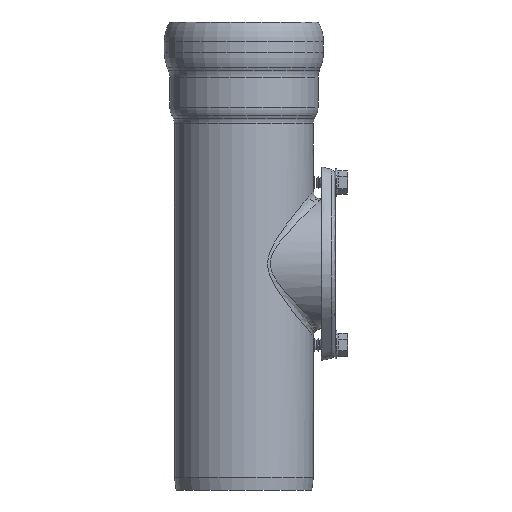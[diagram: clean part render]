
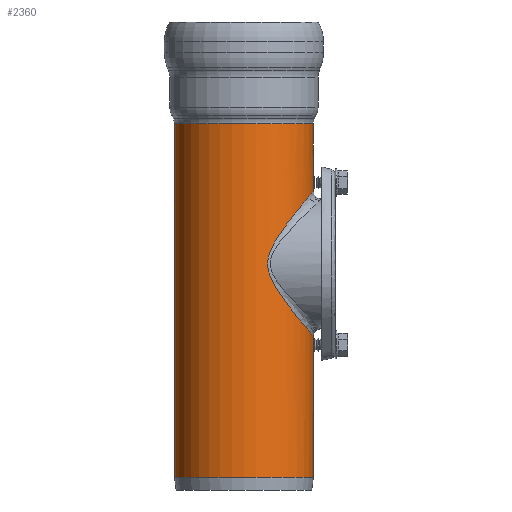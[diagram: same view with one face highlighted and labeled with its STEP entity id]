
A CAD part, left-side view. The second image highlights one B-rep face of the part: STEP entity #2360.
In plain terms, the highlighted cylindrical face has radius 445 mm (diameter 890 mm), a full revolution.
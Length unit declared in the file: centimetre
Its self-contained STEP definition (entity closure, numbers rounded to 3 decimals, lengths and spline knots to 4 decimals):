
#204=FACE_BOUND('',#462,.T.);
#220=B_SPLINE_CURVE_WITH_KNOTS('',3,(#4085,#4086,#4087,#4088,#4089,#4090,
#4091,#4092,#4093,#4094,#4095,#4096,#4097,#4098,#4099,#4100,#4101,#4102,
#4103,#4104,#4105,#4106,#4107,#4108,#4109,#4110,#4111,#4112,#4113,#4114,
#4115,#4116,#4117,#4118,#4119,#4120,#4121,#4122,#4123,#4124,#4125,#4126,
#4127,#4128,#4129,#4130,#4131,#4132,#4133,#4134,#4135,#4136,#4137,#4138,
#4139,#4140,#4141,#4142,#4143),.UNSPECIFIED.,.T.,.F.,(4,1,1,1,1,1,1,1,1,
1,1,1,1,1,1,1,1,1,1,1,1,1,1,1,1,1,1,1,1,1,1,1,1,1,1,1,1,1,1,1,1,1,1,1,1,
1,1,1,1,1,1,1,1,1,1,1,4),(-427.9187,-425.3715,-422.8244,
-417.7301,-412.6359,-407.5416,-402.4473,
-397.3531,-387.1645,-378.108,-373.5798,-366.7874,
-359.9951,-353.2027,-346.4104,-339.618,
-332.8256,-326.0333,-319.2409,-312.4486,
-305.6562,-302.26,-298.8638,-295.4677,
-292.0715,-289.8074,-287.5432,-285.2791,
-283.015,-280.7509,-278.4868,-275.0906,
-271.6944,-268.2982,-264.902,-258.1097,
-251.3173,-242.2608,-237.7326,-228.6761,-224.1479,
-217.3555,-210.5632,-208.299,-206.0349,
-196.9784,-187.922,-183.3937,-173.2052,
-168.1109,-163.0166,-157.9224,-152.8281,
-150.281,-147.7338,-145.1867,-142.6396),
 .UNSPECIFIED.);
#265=CYLINDRICAL_SURFACE('',#2789,44.5);
#292=FACE_OUTER_BOUND('',#461,.T.);
#461=EDGE_LOOP('',(#1536,#1537,#1538,#1539,#1540,#1541));
#462=EDGE_LOOP('',(#1542));
#648=CIRCLE('',#2784,44.5);
#649=CIRCLE('',#2785,44.5);
#653=CIRCLE('',#2790,44.5);
#654=CIRCLE('',#2791,44.5);
#852=VERTEX_POINT('',#4069);
#853=VERTEX_POINT('',#4070);
#856=VERTEX_POINT('',#4079);
#857=VERTEX_POINT('',#4080);
#858=VERTEX_POINT('',#4084);
#1113=EDGE_CURVE('',#852,#853,#648,.T.);
#1114=EDGE_CURVE('',#853,#852,#649,.T.);
#1118=EDGE_CURVE('',#856,#857,#653,.T.);
#1119=EDGE_CURVE('',#856,#853,#2549,.T.);
#1120=EDGE_CURVE('',#857,#856,#654,.T.);
#1121=EDGE_CURVE('',#858,#858,#220,.T.);
#1536=ORIENTED_EDGE('',*,*,#1118,.F.);
#1537=ORIENTED_EDGE('',*,*,#1119,.T.);
#1538=ORIENTED_EDGE('',*,*,#1113,.F.);
#1539=ORIENTED_EDGE('',*,*,#1114,.F.);
#1540=ORIENTED_EDGE('',*,*,#1119,.F.);
#1541=ORIENTED_EDGE('',*,*,#1120,.F.);
#1542=ORIENTED_EDGE('',*,*,#1121,.F.);
#2360=ADVANCED_FACE('',(#292,#204),#265,.T.);
#2549=LINE('',#4082,#2661);
#2661=VECTOR('',#3182,44.5);
#2784=AXIS2_PLACEMENT_3D('',#4071,#3168,#3169);
#2785=AXIS2_PLACEMENT_3D('',#4072,#3170,#3171);
#2789=AXIS2_PLACEMENT_3D('',#4078,#3178,#3179);
#2790=AXIS2_PLACEMENT_3D('',#4081,#3180,#3181);
#2791=AXIS2_PLACEMENT_3D('',#4083,#3183,#3184);
#3168=DIRECTION('center_axis',(0.,0.,
-1.));
#3169=DIRECTION('ref_axis',(-1.,0.,0.));
#3170=DIRECTION('center_axis',(0.,0.,
-1.));
#3171=DIRECTION('ref_axis',(-1.,0.,0.));
#3178=DIRECTION('center_axis',(0.,0.,
1.));
#3179=DIRECTION('ref_axis',(1.,0.,0.));
#3180=DIRECTION('center_axis',(0.,0.,
1.));
#3181=DIRECTION('ref_axis',(1.,0.,0.));
#3182=DIRECTION('',(0.,0.,-1.));
#3183=DIRECTION('center_axis',(0.,0.,
1.));
#3184=DIRECTION('ref_axis',(1.,0.,0.));
#4069=CARTESIAN_POINT('',(0.,44.5,8.0623));
#4070=CARTESIAN_POINT('',(-44.5,0.,8.0623));
#4071=CARTESIAN_POINT('Origin',(0.,0.,
8.0623));
#4072=CARTESIAN_POINT('Origin',(0.,0.,
8.0623));
#4078=CARTESIAN_POINT('Origin',(0.,0.,
71.35));
#4079=CARTESIAN_POINT('',(-44.5,0.,234.7));
#4080=CARTESIAN_POINT('',(0.,44.5,234.7));
#4081=CARTESIAN_POINT('Origin',(0.,0.,
234.7));
#4082=CARTESIAN_POINT('',(-44.5,0.,71.35));
#4083=CARTESIAN_POINT('Origin',(0.,0.,
234.7));
#4084=CARTESIAN_POINT('',(41.803,-15.2564,145.));
#4085=CARTESIAN_POINT('Ctrl Pts',(41.803,-15.2564,145.));
#4086=CARTESIAN_POINT('Ctrl Pts',(41.803,-15.2564,145.9678));
#4087=CARTESIAN_POINT('Ctrl Pts',(41.7483,-15.4073,147.9026));
#4088=CARTESIAN_POINT('Ctrl Pts',(41.4314,-16.2547,151.6551));
#4089=CARTESIAN_POINT('Ctrl Pts',(40.7003,-18.0616,156.0131));
#4090=CARTESIAN_POINT('Ctrl Pts',(39.4044,-20.7597,160.7762));
#4091=CARTESIAN_POINT('Ctrl Pts',(37.7306,-23.6803,165.2072));
#4092=CARTESIAN_POINT('Ctrl Pts',(35.6781,-26.6834,169.388));
#4093=CARTESIAN_POINT('Ctrl Pts',(32.4382,-30.658,174.6309));
#4094=CARTESIAN_POINT('Ctrl Pts',(27.6408,-35.1947,180.3104));
#4095=CARTESIAN_POINT('Ctrl Pts',(21.7367,-39.0047,184.938));
#4096=CARTESIAN_POINT('Ctrl Pts',(15.9581,-41.6578,188.122));
#4097=CARTESIAN_POINT('Ctrl Pts',(10.3305,-43.4617,190.2701));
#4098=CARTESIAN_POINT('Ctrl Pts',(3.5074,-44.5446,191.5529));
#4099=CARTESIAN_POINT('Ctrl Pts',(-3.4997,-44.5451,191.5535));
#4100=CARTESIAN_POINT('Ctrl Pts',(-10.3229,-43.4635,190.2722));
#4101=CARTESIAN_POINT('Ctrl Pts',(-16.6555,-41.4348,187.8566));
#4102=CARTESIAN_POINT('Ctrl Pts',(-22.3219,-38.6586,184.5209));
#4103=CARTESIAN_POINT('Ctrl Pts',(-27.2584,-35.3317,180.4648));
#4104=CARTESIAN_POINT('Ctrl Pts',(-31.4606,-31.6273,175.8462));
#4105=CARTESIAN_POINT('Ctrl Pts',(-34.9564,-27.6937,170.7621));
#4106=CARTESIAN_POINT('Ctrl Pts',(-37.3056,-24.3465,166.1684));
#4107=CARTESIAN_POINT('Ctrl Pts',(-38.8518,-21.7348,162.2625));
#4108=CARTESIAN_POINT('Ctrl Pts',(-39.8437,-19.8525,159.1973));
#4109=CARTESIAN_POINT('Ctrl Pts',(-40.6621,-18.1084,155.9685));
#4110=CARTESIAN_POINT('Ctrl Pts',(-41.2222,-16.7758,152.9187));
#4111=CARTESIAN_POINT('Ctrl Pts',(-41.5711,-15.8823,150.0975));
#4112=CARTESIAN_POINT('Ctrl Pts',(-41.7597,-15.3757,147.5813));
#4113=CARTESIAN_POINT('Ctrl Pts',(-41.8247,-15.1966,145.0004));
#4114=CARTESIAN_POINT('Ctrl Pts',(-41.7598,-15.3757,142.4197));
#4115=CARTESIAN_POINT('Ctrl Pts',(-41.5712,-15.8821,139.9032));
#4116=CARTESIAN_POINT('Ctrl Pts',(-41.2224,-16.7754,137.0823));
#4117=CARTESIAN_POINT('Ctrl Pts',(-40.6621,-18.1086,134.0311));
#4118=CARTESIAN_POINT('Ctrl Pts',(-39.8438,-19.8523,130.803));
#4119=CARTESIAN_POINT('Ctrl Pts',(-38.8532,-21.732,127.7421));
#4120=CARTESIAN_POINT('Ctrl Pts',(-37.3098,-24.3403,123.8404));
#4121=CARTESIAN_POINT('Ctrl Pts',(-34.9589,-27.6902,119.2424));
#4122=CARTESIAN_POINT('Ctrl Pts',(-31.0781,-32.0591,113.5961));
#4123=CARTESIAN_POINT('Ctrl Pts',(-26.7552,-35.7279,109.05));
#4124=CARTESIAN_POINT('Ctrl Pts',(-21.1373,-39.3234,104.6748));
#4125=CARTESIAN_POINT('Ctrl Pts',(-15.9891,-41.71,101.8158));
#4126=CARTESIAN_POINT('Ctrl Pts',(-9.5704,-43.5822,99.5869));
#4127=CARTESIAN_POINT('Ctrl Pts',(-3.5084,-44.5444,98.4475));
#4128=CARTESIAN_POINT('Ctrl Pts',(1.9432,-44.5452,98.4464));
#4129=CARTESIAN_POINT('Ctrl Pts',(5.7672,-44.1442,98.9215));
#4130=CARTESIAN_POINT('Ctrl Pts',(10.2956,-43.4351,99.7624));
#4131=CARTESIAN_POINT('Ctrl Pts',(16.7448,-41.5317,102.0248));
#4132=CARTESIAN_POINT('Ctrl Pts',(22.9124,-38.3088,105.8998));
#4133=CARTESIAN_POINT('Ctrl Pts',(28.5266,-34.3561,110.7394));
#4134=CARTESIAN_POINT('Ctrl Pts',(32.4368,-30.6598,115.3666));
#4135=CARTESIAN_POINT('Ctrl Pts',(35.6744,-26.6881,120.606));
#4136=CARTESIAN_POINT('Ctrl Pts',(37.7266,-23.6869,124.7828));
#4137=CARTESIAN_POINT('Ctrl Pts',(39.4043,-20.7605,129.2226));
#4138=CARTESIAN_POINT('Ctrl Pts',(40.4849,-18.5094,133.1953));
#4139=CARTESIAN_POINT('Ctrl Pts',(41.1387,-16.9789,136.6006));
#4140=CARTESIAN_POINT('Ctrl Pts',(41.5108,-16.042,139.2838));
#4141=CARTESIAN_POINT('Ctrl Pts',(41.7482,-15.4078,142.0969));
#4142=CARTESIAN_POINT('Ctrl Pts',(41.803,-15.2564,144.0322));
#4143=CARTESIAN_POINT('Ctrl Pts',(41.803,-15.2564,145.));
